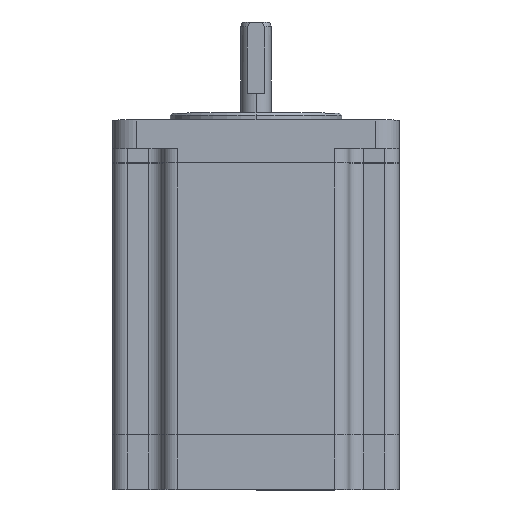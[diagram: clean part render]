
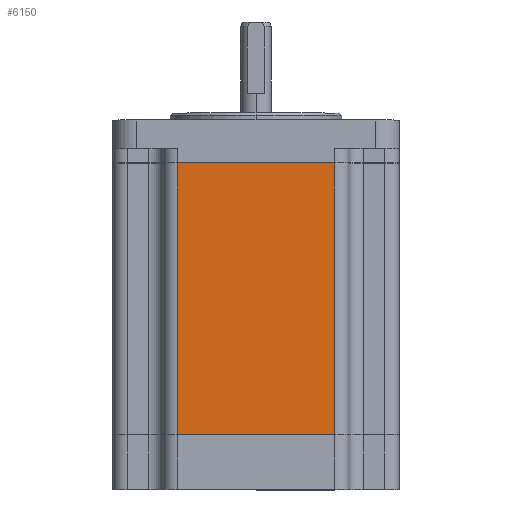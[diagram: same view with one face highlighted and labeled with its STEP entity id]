
A CAD part, top view. The second image highlights one B-rep face of the part: STEP entity #6150.
In plain terms, the highlighted planar face has unit normal (0, 0, 1).
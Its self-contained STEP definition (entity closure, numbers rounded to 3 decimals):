
#947 = ORIENTED_EDGE ( 'NONE', *, *, #6181, .F. ) ;
#949 = ORIENTED_EDGE ( 'NONE', *, *, #6202, .T. ) ;
#951 = ORIENTED_EDGE ( 'NONE', *, *, #6204, .T. ) ;
#953 = ORIENTED_EDGE ( 'NONE', *, *, #6203, .T. ) ;
#1059 = EDGE_LOOP ( 'NONE', ( #953, #949, #951, #947 ) ) ;
#3793 = CARTESIAN_POINT ( 'NONE',  ( 1.15, 68.49, 47.65 ) ) ;
#3794 = CARTESIAN_POINT ( 'NONE',  ( 34.15, 68.49, 47.65 ) ) ;
#3805 = CARTESIAN_POINT ( 'NONE',  ( 1.15, 11.51, 47.65 ) ) ;
#3806 = CARTESIAN_POINT ( 'NONE',  ( 34.15, 11.51, 47.65 ) ) ;
#4933 = PLANE ( 'NONE',  #13959 ) ;
#4934 = CARTESIAN_POINT ( 'NONE',  ( -10.296, 77.5, 47.65 ) ) ;
#4935 = DIRECTION ( 'NONE',  ( 0., 0., -1. ) ) ;
#4936 = DIRECTION ( 'NONE',  ( -1., 0., 0. ) ) ;
#6150 = ADVANCED_FACE ( 'NONE', ( #13953 ), #4933, .F. ) ;
#6181 = EDGE_CURVE ( 'NONE', #13145, #13146, #11348, .T. ) ;
#6202 = EDGE_CURVE ( 'NONE', #13157, #13158, #11411, .T. ) ;
#6203 = EDGE_CURVE ( 'NONE', #13145, #13157, #11414, .T. ) ;
#6204 = EDGE_CURVE ( 'NONE', #13158, #13146, #11417, .T. ) ;
#8724 = VECTOR ( 'NONE', #11350, 1000. ) ;
#8743 = VECTOR ( 'NONE', #11413, 1000. ) ;
#8744 = VECTOR ( 'NONE', #11416, 1000. ) ;
#8745 = VECTOR ( 'NONE', #11419, 1000. ) ;
#11348 = LINE ( 'NONE', #11349, #8724 ) ;
#11349 = CARTESIAN_POINT ( 'NONE',  ( -10.296, 68.49, 47.65 ) ) ;
#11350 = DIRECTION ( 'NONE',  ( 1., 0., 0. ) ) ;
#11411 = LINE ( 'NONE', #11412, #8743 ) ;
#11412 = CARTESIAN_POINT ( 'NONE',  ( -10.296, 11.51, 47.65 ) ) ;
#11413 = DIRECTION ( 'NONE',  ( 1., 0., 0. ) ) ;
#11414 = LINE ( 'NONE', #11415, #8744 ) ;
#11415 = CARTESIAN_POINT ( 'NONE',  ( 1.15, 77.5, 47.65 ) ) ;
#11416 = DIRECTION ( 'NONE',  ( 0., -1., 0. ) ) ;
#11417 = LINE ( 'NONE', #11418, #8745 ) ;
#11418 = CARTESIAN_POINT ( 'NONE',  ( 34.15, 77.5, 47.65 ) ) ;
#11419 = DIRECTION ( 'NONE',  ( 0., 1., 0. ) ) ;
#13145 = VERTEX_POINT ( 'NONE', #3793 ) ;
#13146 = VERTEX_POINT ( 'NONE', #3794 ) ;
#13157 = VERTEX_POINT ( 'NONE', #3805 ) ;
#13158 = VERTEX_POINT ( 'NONE', #3806 ) ;
#13953 = FACE_OUTER_BOUND ( 'NONE', #1059, .T. ) ;
#13959 = AXIS2_PLACEMENT_3D ( 'NONE', #4934, #4935, #4936 ) ;
